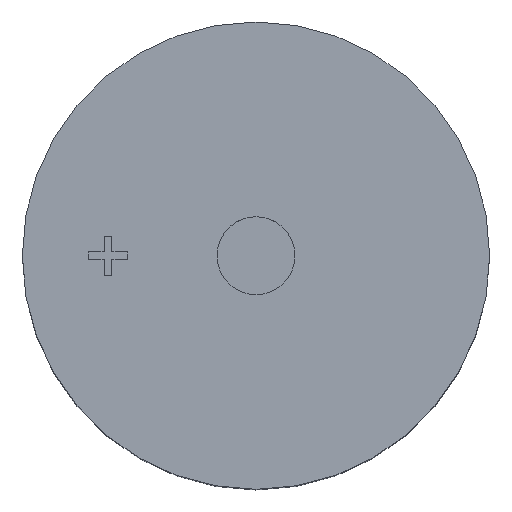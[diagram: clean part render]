
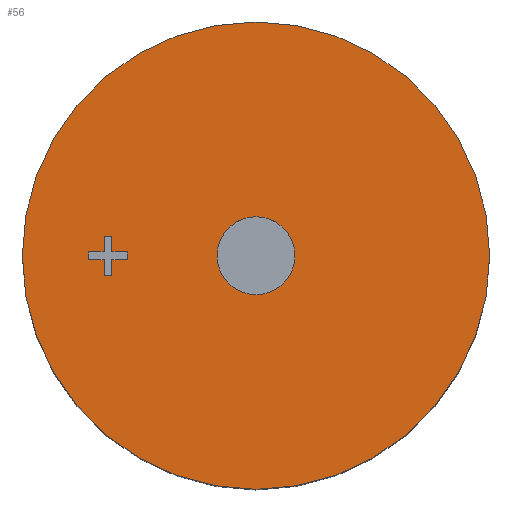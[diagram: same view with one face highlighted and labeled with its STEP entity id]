
A CAD part, top view. The second image highlights one B-rep face of the part: STEP entity #56.
In plain terms, the highlighted planar face has unit normal (0, 0, 1).
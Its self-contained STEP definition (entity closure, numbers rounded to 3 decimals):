
#56 = ADVANCED_FACE( '', ( #125, #126, #127 ), #128, .T. );
#125 = FACE_BOUND( '', #206, .T. );
#126 = FACE_BOUND( '', #207, .T. );
#127 = FACE_OUTER_BOUND( '', #208, .T. );
#128 = PLANE( '', #209 );
#206 = EDGE_LOOP( '', ( #300, #301, #302, #303, #304, #305, #306, #307, #308, #309, #310, #311 ) );
#207 = EDGE_LOOP( '', ( #312 ) );
#208 = EDGE_LOOP( '', ( #313 ) );
#209 = AXIS2_PLACEMENT_3D( '', #314, #315, #316 );
#300 = ORIENTED_EDGE( '', *, *, #460, .F. );
#301 = ORIENTED_EDGE( '', *, *, #461, .F. );
#302 = ORIENTED_EDGE( '', *, *, #455, .F. );
#303 = ORIENTED_EDGE( '', *, *, #462, .F. );
#304 = ORIENTED_EDGE( '', *, *, #463, .F. );
#305 = ORIENTED_EDGE( '', *, *, #444, .F. );
#306 = ORIENTED_EDGE( '', *, *, #439, .F. );
#307 = ORIENTED_EDGE( '', *, *, #464, .F. );
#308 = ORIENTED_EDGE( '', *, *, #465, .F. );
#309 = ORIENTED_EDGE( '', *, *, #466, .F. );
#310 = ORIENTED_EDGE( '', *, *, #467, .F. );
#311 = ORIENTED_EDGE( '', *, *, #468, .F. );
#312 = ORIENTED_EDGE( '', *, *, #453, .F. );
#313 = ORIENTED_EDGE( '', *, *, #469, .T. );
#314 = CARTESIAN_POINT( '', ( 3.8, 0., 9.5 ) );
#315 = DIRECTION( '', ( 0., 0., 1. ) );
#316 = DIRECTION( '', ( 1., 0., 0. ) );
#439 = EDGE_CURVE( '', #505, #506, #507, .T. );
#444 = EDGE_CURVE( '', #506, #514, #515, .T. );
#453 = EDGE_CURVE( '', #529, #529, #530, .T. );
#455 = EDGE_CURVE( '', #532, #533, #534, .T. );
#460 = EDGE_CURVE( '', #541, #542, #543, .T. );
#461 = EDGE_CURVE( '', #533, #541, #544, .T. );
#462 = EDGE_CURVE( '', #545, #532, #546, .T. );
#463 = EDGE_CURVE( '', #514, #545, #547, .T. );
#464 = EDGE_CURVE( '', #548, #505, #549, .T. );
#465 = EDGE_CURVE( '', #550, #548, #551, .T. );
#466 = EDGE_CURVE( '', #552, #550, #553, .T. );
#467 = EDGE_CURVE( '', #554, #552, #555, .T. );
#468 = EDGE_CURVE( '', #542, #554, #556, .T. );
#469 = EDGE_CURVE( '', #557, #557, #558, .T. );
#505 = VERTEX_POINT( '', #603 );
#506 = VERTEX_POINT( '', #604 );
#507 = LINE( '', #605, #606 );
#514 = VERTEX_POINT( '', #616 );
#515 = LINE( '', #617, #618 );
#529 = VERTEX_POINT( '', #634 );
#530 = CIRCLE( '', #635, 1. );
#532 = VERTEX_POINT( '', #637 );
#533 = VERTEX_POINT( '', #638 );
#534 = LINE( '', #639, #640 );
#541 = VERTEX_POINT( '', #650 );
#542 = VERTEX_POINT( '', #651 );
#543 = LINE( '', #652, #653 );
#544 = LINE( '', #654, #655 );
#545 = VERTEX_POINT( '', #656 );
#546 = LINE( '', #657, #658 );
#547 = LINE( '', #659, #660 );
#548 = VERTEX_POINT( '', #661 );
#549 = LINE( '', #662, #663 );
#550 = VERTEX_POINT( '', #664 );
#551 = LINE( '', #665, #666 );
#552 = VERTEX_POINT( '', #667 );
#553 = LINE( '', #668, #669 );
#554 = VERTEX_POINT( '', #670 );
#555 = LINE( '', #671, #672 );
#556 = LINE( '', #673, #674 );
#557 = VERTEX_POINT( '', #675 );
#558 = CIRCLE( '', #676, 6. );
#603 = CARTESIAN_POINT( '', ( 0.1, -0.1, 9.5 ) );
#604 = CARTESIAN_POINT( '', ( 0.5, -0.1, 9.5 ) );
#605 = CARTESIAN_POINT( '', ( 0.1, -0.1, 9.5 ) );
#606 = VECTOR( '', #736, 1000. );
#616 = CARTESIAN_POINT( '', ( 0.5, 0.1, 9.5 ) );
#617 = CARTESIAN_POINT( '', ( 0.5, -0.1, 9.5 ) );
#618 = VECTOR( '', #740, 1000. );
#634 = CARTESIAN_POINT( '', ( 4.8, 0., 9.5 ) );
#635 = AXIS2_PLACEMENT_3D( '', #755, #756, #757 );
#637 = CARTESIAN_POINT( '', ( 0.1, 0.5, 9.5 ) );
#638 = CARTESIAN_POINT( '', ( -0.1, 0.5, 9.5 ) );
#639 = CARTESIAN_POINT( '', ( 0.1, 0.5, 9.5 ) );
#640 = VECTOR( '', #758, 1000. );
#650 = CARTESIAN_POINT( '', ( -0.1, 0.1, 9.5 ) );
#651 = CARTESIAN_POINT( '', ( -0.5, 0.1, 9.5 ) );
#652 = CARTESIAN_POINT( '', ( -0.1, 0.1, 9.5 ) );
#653 = VECTOR( '', #762, 1000. );
#654 = CARTESIAN_POINT( '', ( -0.1, 0.5, 9.5 ) );
#655 = VECTOR( '', #763, 1000. );
#656 = CARTESIAN_POINT( '', ( 0.1, 0.1, 9.5 ) );
#657 = CARTESIAN_POINT( '', ( 0.1, 0.1, 9.5 ) );
#658 = VECTOR( '', #764, 1000. );
#659 = CARTESIAN_POINT( '', ( 0.5, 0.1, 9.5 ) );
#660 = VECTOR( '', #765, 1000. );
#661 = CARTESIAN_POINT( '', ( 0.1, -0.5, 9.5 ) );
#662 = CARTESIAN_POINT( '', ( 0.1, -0.5, 9.5 ) );
#663 = VECTOR( '', #766, 1000. );
#664 = CARTESIAN_POINT( '', ( -0.1, -0.5, 9.5 ) );
#665 = CARTESIAN_POINT( '', ( -0.1, -0.5, 9.5 ) );
#666 = VECTOR( '', #767, 1000. );
#667 = CARTESIAN_POINT( '', ( -0.1, -0.1, 9.5 ) );
#668 = CARTESIAN_POINT( '', ( -0.1, -0.1, 9.5 ) );
#669 = VECTOR( '', #768, 1000. );
#670 = CARTESIAN_POINT( '', ( -0.5, -0.1, 9.5 ) );
#671 = CARTESIAN_POINT( '', ( -0.5, -0.1, 9.5 ) );
#672 = VECTOR( '', #769, 1000. );
#673 = CARTESIAN_POINT( '', ( -0.5, 0.1, 9.5 ) );
#674 = VECTOR( '', #770, 1000. );
#675 = CARTESIAN_POINT( '', ( 9.8, 0., 9.5 ) );
#676 = AXIS2_PLACEMENT_3D( '', #771, #772, #773 );
#736 = DIRECTION( '', ( 1., 0., 0. ) );
#740 = DIRECTION( '', ( 0., 1., 0. ) );
#755 = CARTESIAN_POINT( '', ( 3.8, 0., 9.5 ) );
#756 = DIRECTION( '', ( 0., 0., 1. ) );
#757 = DIRECTION( '', ( 1., 0., 0. ) );
#758 = DIRECTION( '', ( -1., 0., 0. ) );
#762 = DIRECTION( '', ( -1., 0., 0. ) );
#763 = DIRECTION( '', ( 0., -1., 0. ) );
#764 = DIRECTION( '', ( 0., 1., 0. ) );
#765 = DIRECTION( '', ( -1., 0., 0. ) );
#766 = DIRECTION( '', ( 0., 1., 0. ) );
#767 = DIRECTION( '', ( 1., 0., 0. ) );
#768 = DIRECTION( '', ( 0., -1., 0. ) );
#769 = DIRECTION( '', ( 1., 0., 0. ) );
#770 = DIRECTION( '', ( 0., -1., 0. ) );
#771 = CARTESIAN_POINT( '', ( 3.8, 0., 9.5 ) );
#772 = DIRECTION( '', ( 0., 0., 1. ) );
#773 = DIRECTION( '', ( 1., 0., 0. ) );
